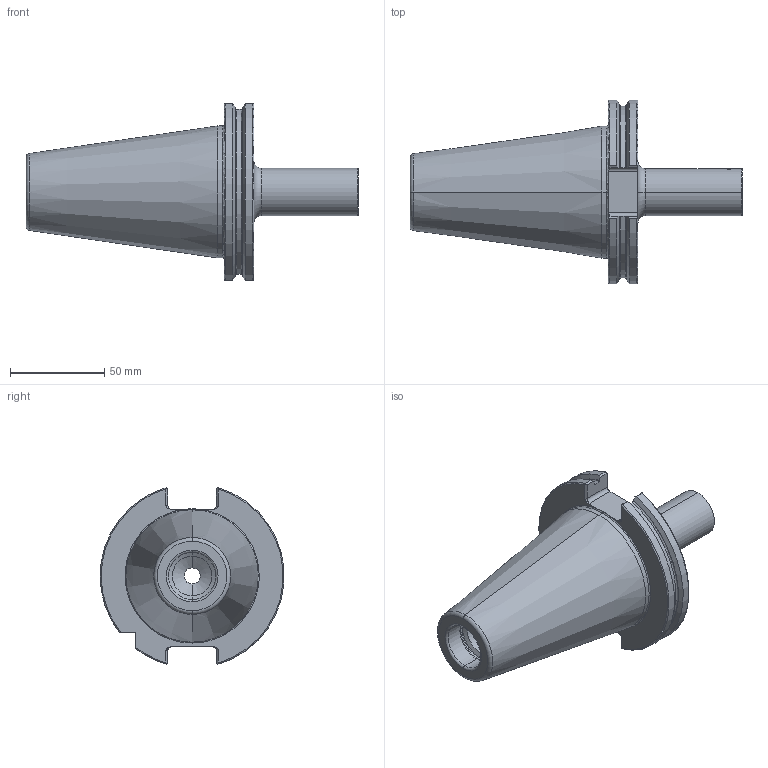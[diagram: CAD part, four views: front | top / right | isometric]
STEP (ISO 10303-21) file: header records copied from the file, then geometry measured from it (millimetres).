
FILE_DESCRIPTION (( 'STEP AP203' ), '1' );
FILE_NAME ('102.515.252.STEP', '2018-03-09T13:16:47', ( 'SWIAdmin' ), ( 'Hewlett-Packard Company' ), 'SwSTEP 2.0', 'SolidWorks 2017', '' );
FILE_SCHEMA (( 'CONFIG_CONTROL_DESIGN' ));
Length unit declared in the file: millimetre
Products named in the file (3): SK5-MB2.K01.074_C; MB2-ER1.001.008_A; 102.515.252
Assembly tree (2 placements, depth 2):
  102.515.252
    SK5-MB2.K01.074_C
    MB2-ER1.001.008_A
Bounding box: 175.7 x 97.28 x 93.51 mm (x, y, z)
Volume: 359374.6 mm3; surface area: 47221.7 mm2
Topology: 2 solids, 2 shells, 169 faces, 421 edges, 258 vertices
Faces by surface type: plane 53, cylinder 50, cone 38, torus 28
Entity records: 5665 total; most frequent: CARTESIAN_POINT 1395, DIRECTION 844, ORIENTED_EDGE 838, EDGE_CURVE 419, AXIS2_PLACEMENT_3D 333, VERTEX_POINT 258, VECTOR 178, LINE 178
